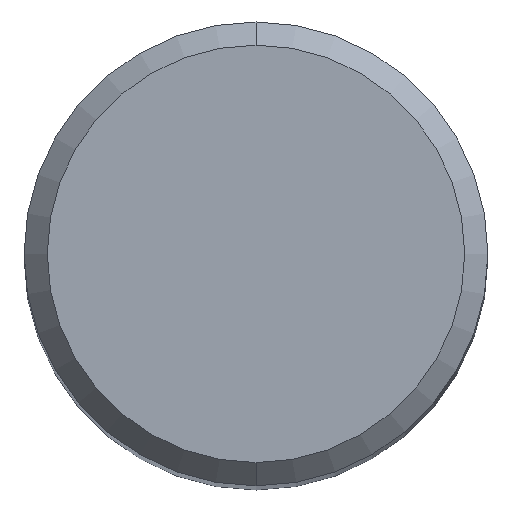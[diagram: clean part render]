
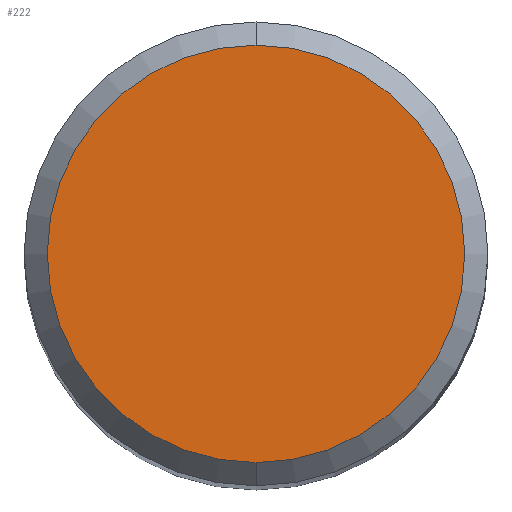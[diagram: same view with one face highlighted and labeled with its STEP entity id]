
A CAD part, top view. The second image highlights one B-rep face of the part: STEP entity #222.
In plain terms, the highlighted planar face has unit normal (0, 0, 1).
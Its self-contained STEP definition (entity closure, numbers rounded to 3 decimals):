
#222=ADVANCED_FACE('',(#534),#535,.T.);
#240=EDGE_CURVE('',#320,#306,#553,.T.);
#306=VERTEX_POINT('',#626);
#320=VERTEX_POINT('',#642);
#336=EDGE_CURVE('',#306,#320,#659,.T.);
#534=FACE_OUTER_BOUND('',#896,.T.);
#535=PLANE('',#897);
#553=CIRCLE('',#920,3.6);
#626=CARTESIAN_POINT('',(0.,-3.6,0.0));
#642=CARTESIAN_POINT('',(0.0,3.6,0.0));
#659=CIRCLE('',#1139,3.6);
#896=EDGE_LOOP('',(#1542,#1543));
#897=AXIS2_PLACEMENT_3D('',#1544,#1545,#1546);
#920=AXIS2_PLACEMENT_3D('',#1559,#1560,#1561);
#1139=AXIS2_PLACEMENT_3D('',#1668,#1669,#1670);
#1542=ORIENTED_EDGE('',*,*,#240,.F.);
#1543=ORIENTED_EDGE('',*,*,#336,.F.);
#1544=CARTESIAN_POINT('',(0.0,1.8,0.0));
#1545=DIRECTION('',(-0.0,0.0,1.0));
#1546=DIRECTION('',(0.0,-1.0,0.0));
#1559=CARTESIAN_POINT('',(0.0,0.0,0.0));
#1560=DIRECTION('',(0.0,0.0,-1.0));
#1561=DIRECTION('',(0.0,1.0,0.0));
#1668=CARTESIAN_POINT('',(0.0,0.0,0.0));
#1669=DIRECTION('',(0.0,0.0,-1.0));
#1670=DIRECTION('',(0.0,1.0,0.0));
